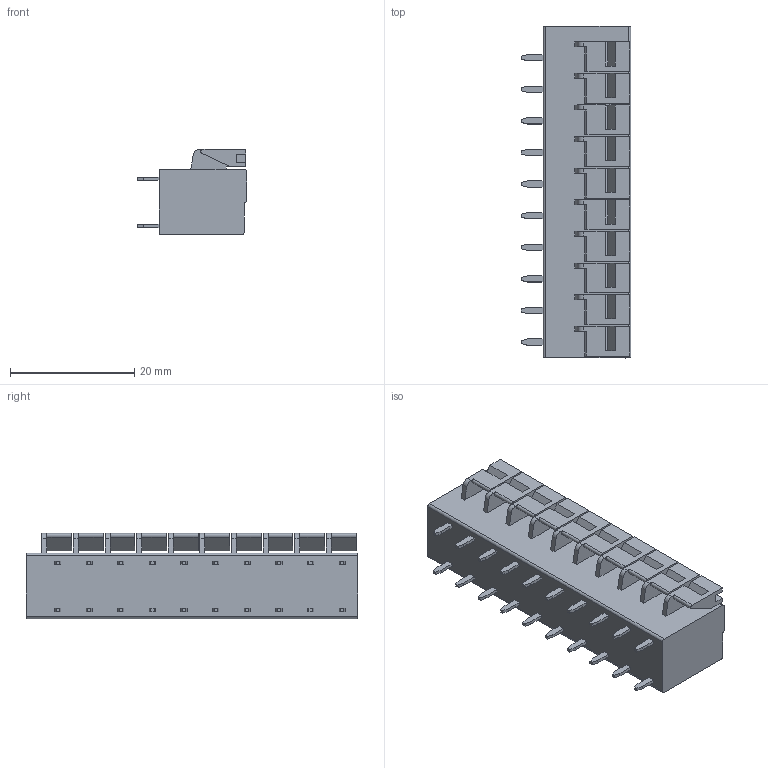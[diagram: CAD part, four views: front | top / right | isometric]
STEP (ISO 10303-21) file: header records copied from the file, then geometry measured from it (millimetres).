
FILE_DESCRIPTION((''),'2;1');
FILE_NAME('DB142-508-1P','2022-04-21T',('86134'),(''),'PRO/ENGINEER BY PARAMETRIC TECHNOLOGY CORPORATION, 2010280','PRO/ENGINEER BY PARAMETRIC TECHNOLOGY CORPORATION, 2010280','');
FILE_SCHEMA(('CONFIG_CONTROL_DESIGN'));
Length unit declared in the file: millimetre
Products named in the file (1): DB142-508-1P
Bounding box: 17.6 x 53.34 x 13.7 mm (x, y, z)
Volume: 8171 mm3; surface area: 4933.7 mm2
Topology: 1 solids, 1 shells, 437 faces, 1162 edges, 778 vertices
Faces by surface type: plane 389, cylinder 28, cone 20
Entity records: 13430 total; most frequent: CARTESIAN_POINT 2377, ORIENTED_EDGE 2324, DIRECTION 2132, EDGE_CURVE 1162, VECTOR 1066, LINE 1066, VERTEX_POINT 778, AXIS2_PLACEMENT_3D 533
